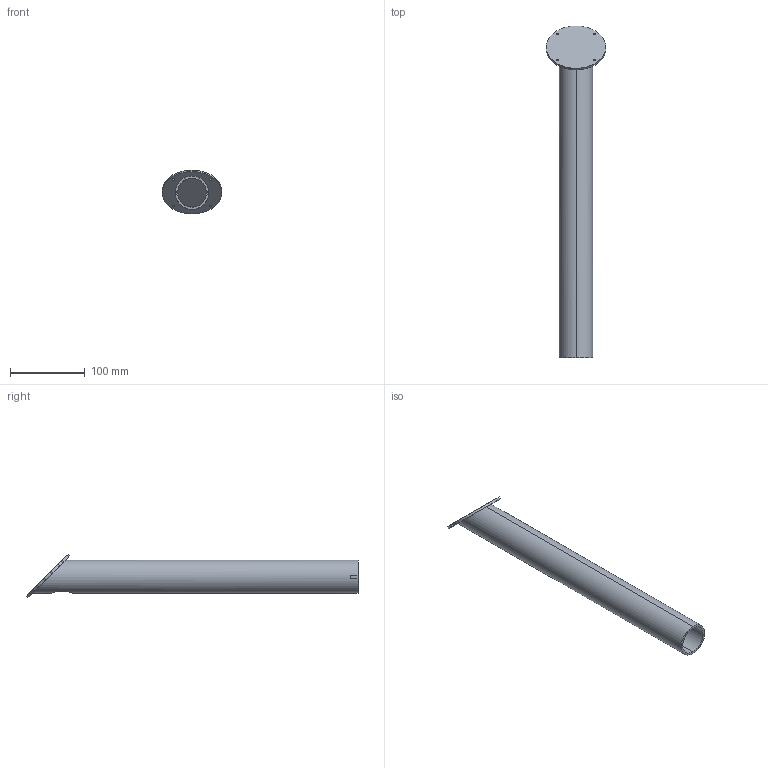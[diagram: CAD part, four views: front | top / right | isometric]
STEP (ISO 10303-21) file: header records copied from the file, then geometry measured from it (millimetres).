
FILE_DESCRIPTION (( 'STEP AP203' ), '1' );
FILE_NAME ('ARDOP NEck.STEP', '2020-06-27T06:56:18', ( '' ), ( '' ), 'SwSTEP 2.0', 'SolidWorks 2017', '' );
FILE_SCHEMA (( 'CONFIG_CONTROL_DESIGN' ));
Length unit declared in the file: millimetre
Products named in the file (1): ARDOP NEck
Bounding box: 79.97 x 443.27 x 58.69 mm (x, y, z)
Volume: 174564.8 mm3; surface area: 118552.6 mm2
Topology: 2 solids, 2 shells, 37 faces, 105 edges, 70 vertices
Faces by surface type: plane 20, cylinder 17
Entity records: 1488 total; most frequent: CARTESIAN_POINT 421, ORIENTED_EDGE 210, DIRECTION 199, EDGE_CURVE 105, VERTEX_POINT 70, AXIS2_PLACEMENT_3D 68, VECTOR 63, LINE 63
